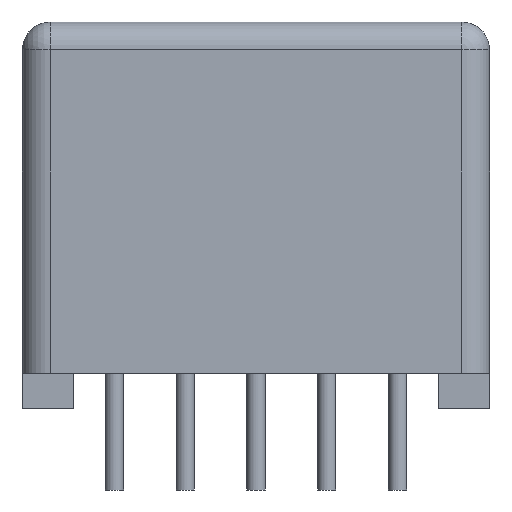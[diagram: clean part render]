
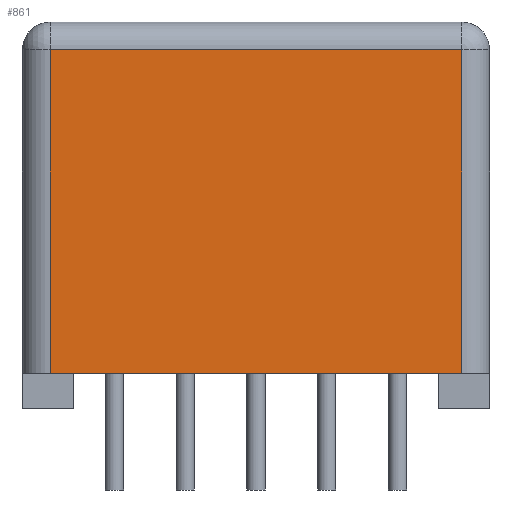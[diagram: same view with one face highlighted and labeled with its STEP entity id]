
A CAD part, left-side view. The second image highlights one B-rep face of the part: STEP entity #861.
In plain terms, the highlighted planar face has unit normal (-1, 0, 0).
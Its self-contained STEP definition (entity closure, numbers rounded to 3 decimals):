
#193 = VERTEX_POINT('',#194);
#194 = CARTESIAN_POINT('',(-2.54,2.302,1.27));
#201 = EDGE_CURVE('',#202,#193,#204,.T.);
#202 = VERTEX_POINT('',#203);
#203 = CARTESIAN_POINT('',(-2.54,-12.462,1.27));
#204 = LINE('',#205,#206);
#205 = CARTESIAN_POINT('',(-2.54,-13.462,1.27));
#206 = VECTOR('',#207,1.);
#207 = DIRECTION('',(0.,1.,0.));
#459 = EDGE_CURVE('',#202,#460,#462,.T.);
#460 = VERTEX_POINT('',#461);
#461 = CARTESIAN_POINT('',(-2.54,-12.462,12.87));
#462 = LINE('',#463,#464);
#463 = CARTESIAN_POINT('',(-2.54,-12.462,1.27));
#464 = VECTOR('',#465,1.);
#465 = DIRECTION('',(0.,0.,1.));
#861 = ADVANCED_FACE('',(#862),#880,.T.);
#862 = FACE_BOUND('',#863,.T.);
#863 = EDGE_LOOP('',(#864,#865,#866,#874));
#864 = ORIENTED_EDGE('',*,*,#201,.F.);
#865 = ORIENTED_EDGE('',*,*,#459,.T.);
#866 = ORIENTED_EDGE('',*,*,#867,.T.);
#867 = EDGE_CURVE('',#460,#868,#870,.T.);
#868 = VERTEX_POINT('',#869);
#869 = CARTESIAN_POINT('',(-2.54,2.302,12.87));
#870 = LINE('',#871,#872);
#871 = CARTESIAN_POINT('',(-2.54,-13.462,12.87));
#872 = VECTOR('',#873,1.);
#873 = DIRECTION('',(0.,1.,0.));
#874 = ORIENTED_EDGE('',*,*,#875,.F.);
#875 = EDGE_CURVE('',#193,#868,#876,.T.);
#876 = LINE('',#877,#878);
#877 = CARTESIAN_POINT('',(-2.54,2.302,1.27));
#878 = VECTOR('',#879,1.);
#879 = DIRECTION('',(0.,0.,1.));
#880 = PLANE('',#881);
#881 = AXIS2_PLACEMENT_3D('',#882,#883,#884);
#882 = CARTESIAN_POINT('',(-2.54,-13.462,1.27));
#883 = DIRECTION('',(-1.,0.,0.));
#884 = DIRECTION('',(0.,1.,0.));
